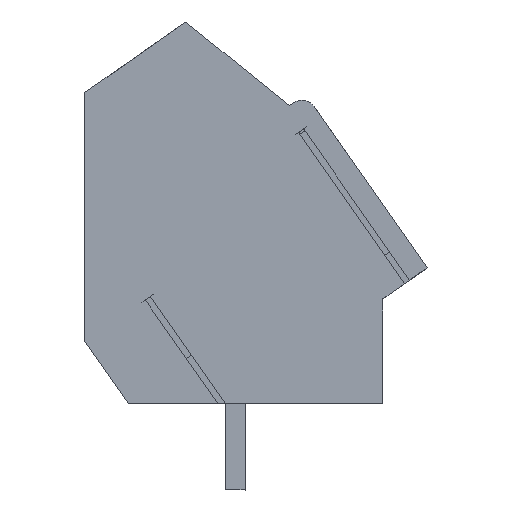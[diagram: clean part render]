
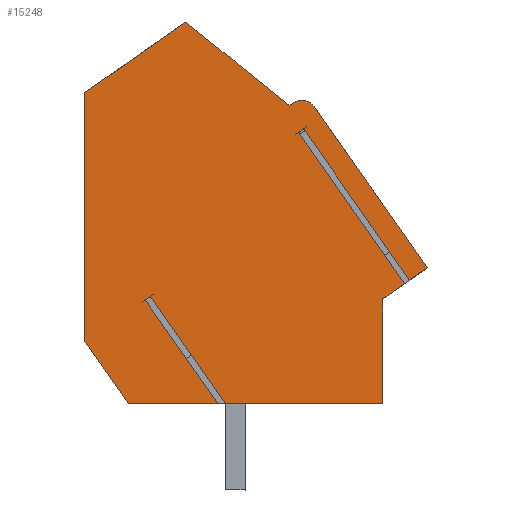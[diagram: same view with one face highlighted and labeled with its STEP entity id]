
A CAD part, left-side view. The second image highlights one B-rep face of the part: STEP entity #15248.
In plain terms, the highlighted planar face has unit normal (-1, 0, 0).
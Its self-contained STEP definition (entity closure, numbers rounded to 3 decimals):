
#13875=AXIS2_PLACEMENT_3D('Circle Axis2P3D',#13873,#13874,$) ;
#15188=AXIS2_PLACEMENT_3D('Plane Axis2P3D',#15185,#15186,#15187) ;
#13527=CARTESIAN_POINT('Vertex',(0.,1.8,3.5)) ;
#13530=CARTESIAN_POINT('Line Origine',(0.,4.996,3.5)) ;
#13534=CARTESIAN_POINT('Vertex',(0.,8.192,3.5)) ;
#13555=CARTESIAN_POINT('Vertex',(0.,8.496,3.5)) ;
#13558=CARTESIAN_POINT('Line Origine',(0.,10.312,3.5)) ;
#13562=CARTESIAN_POINT('Vertex',(0.,12.128,3.5)) ;
#13649=CARTESIAN_POINT('Line Origine',(0.,13.014,4.765)) ;
#13653=CARTESIAN_POINT('Vertex',(0.,13.9,6.03)) ;
#13673=CARTESIAN_POINT('Line Origine',(0.,13.9,11.081)) ;
#13677=CARTESIAN_POINT('Vertex',(0.,13.9,16.132)) ;
#13765=CARTESIAN_POINT('Line Origine',(0.,11.852,17.566)) ;
#13769=CARTESIAN_POINT('Vertex',(0.,9.804,19.)) ;
#13825=CARTESIAN_POINT('Line Origine',(0.,7.696,17.302)) ;
#13829=CARTESIAN_POINT('Vertex',(0.,5.588,15.604)) ;
#13849=CARTESIAN_POINT('Line Origine',(0.,5.506,15.662)) ;
#13853=CARTESIAN_POINT('Vertex',(0.,5.424,15.719)) ;
#13873=CARTESIAN_POINT('Axis2P3D Location',(0.,5.08,15.227)) ;
#13877=CARTESIAN_POINT('Vertex',(0.,4.589,15.572)) ;
#13897=CARTESIAN_POINT('Line Origine',(0.,2.294,12.295)) ;
#13901=CARTESIAN_POINT('Vertex',(0.,0.,9.018)) ;
#13989=CARTESIAN_POINT('Line Origine',(0.,0.358,8.767)) ;
#13993=CARTESIAN_POINT('Vertex',(0.,0.717,8.516)) ;
#14014=CARTESIAN_POINT('Vertex',(0.,0.921,8.373)) ;
#14017=CARTESIAN_POINT('Line Origine',(0.,1.361,8.066)) ;
#14021=CARTESIAN_POINT('Vertex',(0.,1.8,7.758)) ;
#15173=CARTESIAN_POINT('Line Origine',(0.,1.8,5.629)) ;
#15185=CARTESIAN_POINT('Axis2P3D Location',(0.,13.9,0.)) ;
#15190=CARTESIAN_POINT('Line Origine',(0.,9.972,5.608)) ;
#15194=CARTESIAN_POINT('Vertex',(0.,11.448,7.716)) ;
#15197=CARTESIAN_POINT('Line Origine',(0.,11.346,7.788)) ;
#15201=CARTESIAN_POINT('Vertex',(0.,11.244,7.859)) ;
#15204=CARTESIAN_POINT('Line Origine',(0.,9.718,5.68)) ;
#15209=CARTESIAN_POINT('Line Origine',(0.,3.072,11.445)) ;
#15213=CARTESIAN_POINT('Vertex',(0.,5.223,14.517)) ;
#15216=CARTESIAN_POINT('Line Origine',(0.,5.121,14.588)) ;
#15220=CARTESIAN_POINT('Vertex',(0.,5.019,14.66)) ;
#15223=CARTESIAN_POINT('Line Origine',(0.,2.868,11.588)) ;
#13531=DIRECTION('Vector Direction',(0.,1.,0.)) ;
#13559=DIRECTION('Vector Direction',(0.,1.,0.)) ;
#13650=DIRECTION('Vector Direction',(0.,0.574,0.819)) ;
#13674=DIRECTION('Vector Direction',(0.,0.,1.)) ;
#13766=DIRECTION('Vector Direction',(0.,-0.819,0.574)) ;
#13826=DIRECTION('Vector Direction',(0.,-0.779,-0.627)) ;
#13850=DIRECTION('Vector Direction',(0.,-0.819,0.574)) ;
#13874=DIRECTION('Axis2P3D Direction',(-1.,0.,0.)) ;
#13898=DIRECTION('Vector Direction',(0.,-0.574,-0.819)) ;
#13990=DIRECTION('Vector Direction',(0.,0.819,-0.574)) ;
#14018=DIRECTION('Vector Direction',(0.,0.819,-0.574)) ;
#15174=DIRECTION('Vector Direction',(0.,0.,-1.)) ;
#15186=DIRECTION('Axis2P3D Direction',(-1.,0.,0.)) ;
#15187=DIRECTION('Axis2P3D XDirection',(0.,-1.,0.)) ;
#15191=DIRECTION('Vector Direction',(0.,-0.574,-0.819)) ;
#15198=DIRECTION('Vector Direction',(0.,0.819,-0.574)) ;
#15205=DIRECTION('Vector Direction',(0.,-0.574,-0.819)) ;
#15210=DIRECTION('Vector Direction',(0.,-0.574,-0.819)) ;
#15217=DIRECTION('Vector Direction',(0.,0.819,-0.574)) ;
#15224=DIRECTION('Vector Direction',(0.,-0.574,-0.819)) ;
#13532=VECTOR('Line Direction',#13531,1.) ;
#13560=VECTOR('Line Direction',#13559,1.) ;
#13651=VECTOR('Line Direction',#13650,1.) ;
#13675=VECTOR('Line Direction',#13674,1.) ;
#13767=VECTOR('Line Direction',#13766,1.) ;
#13827=VECTOR('Line Direction',#13826,1.) ;
#13851=VECTOR('Line Direction',#13850,1.) ;
#13899=VECTOR('Line Direction',#13898,1.) ;
#13991=VECTOR('Line Direction',#13990,1.) ;
#14019=VECTOR('Line Direction',#14018,1.) ;
#15175=VECTOR('Line Direction',#15174,1.) ;
#15192=VECTOR('Line Direction',#15191,1.) ;
#15199=VECTOR('Line Direction',#15198,1.) ;
#15206=VECTOR('Line Direction',#15205,1.) ;
#15211=VECTOR('Line Direction',#15210,1.) ;
#15218=VECTOR('Line Direction',#15217,1.) ;
#15225=VECTOR('Line Direction',#15224,1.) ;
#15229=ORIENTED_EDGE('',*,*,#13995,.T.) ;
#15230=ORIENTED_EDGE('',*,*,#13903,.T.) ;
#15231=ORIENTED_EDGE('',*,*,#13879,.T.) ;
#15232=ORIENTED_EDGE('',*,*,#13855,.T.) ;
#15233=ORIENTED_EDGE('',*,*,#13831,.T.) ;
#15234=ORIENTED_EDGE('',*,*,#13771,.T.) ;
#15235=ORIENTED_EDGE('',*,*,#13679,.T.) ;
#15236=ORIENTED_EDGE('',*,*,#13655,.T.) ;
#15237=ORIENTED_EDGE('',*,*,#13564,.T.) ;
#15238=ORIENTED_EDGE('',*,*,#15196,.F.) ;
#15239=ORIENTED_EDGE('',*,*,#15203,.F.) ;
#15240=ORIENTED_EDGE('',*,*,#15208,.T.) ;
#15241=ORIENTED_EDGE('',*,*,#13536,.T.) ;
#15242=ORIENTED_EDGE('',*,*,#15177,.T.) ;
#15243=ORIENTED_EDGE('',*,*,#14023,.T.) ;
#15244=ORIENTED_EDGE('',*,*,#15215,.F.) ;
#15245=ORIENTED_EDGE('',*,*,#15222,.F.) ;
#15246=ORIENTED_EDGE('',*,*,#15227,.T.) ;
#15248=ADVANCED_FACE('HOUSING',(#15247),#15189,.T.) ;
#13876=CIRCLE('generated circle',#13875,0.6) ;
#13536=EDGE_CURVE('',#13535,#13528,#13533,.F.) ;
#13564=EDGE_CURVE('',#13563,#13556,#13561,.F.) ;
#13655=EDGE_CURVE('',#13654,#13563,#13652,.F.) ;
#13679=EDGE_CURVE('',#13678,#13654,#13676,.F.) ;
#13771=EDGE_CURVE('',#13770,#13678,#13768,.F.) ;
#13831=EDGE_CURVE('',#13830,#13770,#13828,.F.) ;
#13855=EDGE_CURVE('',#13854,#13830,#13852,.F.) ;
#13879=EDGE_CURVE('',#13878,#13854,#13876,.T.) ;
#13903=EDGE_CURVE('',#13902,#13878,#13900,.F.) ;
#13995=EDGE_CURVE('',#13994,#13902,#13992,.F.) ;
#14023=EDGE_CURVE('',#14022,#14015,#14020,.F.) ;
#15177=EDGE_CURVE('',#13528,#14022,#15176,.F.) ;
#15196=EDGE_CURVE('',#15195,#13556,#15193,.T.) ;
#15203=EDGE_CURVE('',#15202,#15195,#15200,.T.) ;
#15208=EDGE_CURVE('',#15202,#13535,#15207,.T.) ;
#15215=EDGE_CURVE('',#15214,#14015,#15212,.T.) ;
#15222=EDGE_CURVE('',#15221,#15214,#15219,.T.) ;
#15227=EDGE_CURVE('',#15221,#13994,#15226,.T.) ;
#15228=EDGE_LOOP('',(#15229,#15230,#15231,#15232,#15233,#15234,#15235,#15236,#15237,#15238,#15239,#15240,#15241,#15242,#15243,#15244,#15245,#15246)) ;
#15247=FACE_OUTER_BOUND('',#15228,.T.) ;
#13533=LINE('Line',#13530,#13532) ;
#13561=LINE('Line',#13558,#13560) ;
#13652=LINE('Line',#13649,#13651) ;
#13676=LINE('Line',#13673,#13675) ;
#13768=LINE('Line',#13765,#13767) ;
#13828=LINE('Line',#13825,#13827) ;
#13852=LINE('Line',#13849,#13851) ;
#13900=LINE('Line',#13897,#13899) ;
#13992=LINE('Line',#13989,#13991) ;
#14020=LINE('Line',#14017,#14019) ;
#15176=LINE('Line',#15173,#15175) ;
#15193=LINE('Line',#15190,#15192) ;
#15200=LINE('Line',#15197,#15199) ;
#15207=LINE('Line',#15204,#15206) ;
#15212=LINE('Line',#15209,#15211) ;
#15219=LINE('Line',#15216,#15218) ;
#15226=LINE('Line',#15223,#15225) ;
#15189=PLANE('',#15188) ;
#13528=VERTEX_POINT('',#13527) ;
#13535=VERTEX_POINT('',#13534) ;
#13556=VERTEX_POINT('',#13555) ;
#13563=VERTEX_POINT('',#13562) ;
#13654=VERTEX_POINT('',#13653) ;
#13678=VERTEX_POINT('',#13677) ;
#13770=VERTEX_POINT('',#13769) ;
#13830=VERTEX_POINT('',#13829) ;
#13854=VERTEX_POINT('',#13853) ;
#13878=VERTEX_POINT('',#13877) ;
#13902=VERTEX_POINT('',#13901) ;
#13994=VERTEX_POINT('',#13993) ;
#14015=VERTEX_POINT('',#14014) ;
#14022=VERTEX_POINT('',#14021) ;
#15195=VERTEX_POINT('',#15194) ;
#15202=VERTEX_POINT('',#15201) ;
#15214=VERTEX_POINT('',#15213) ;
#15221=VERTEX_POINT('',#15220) ;
